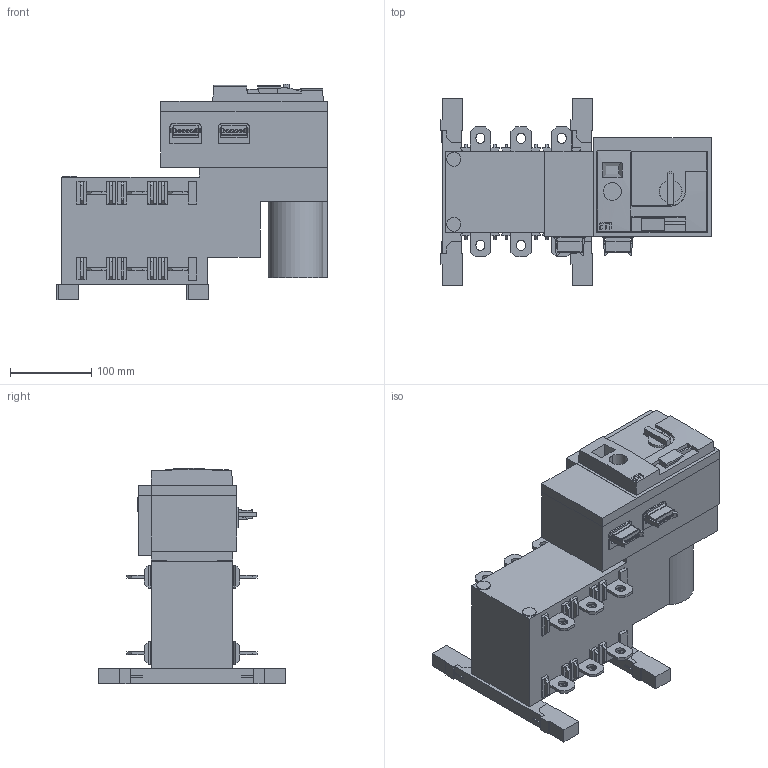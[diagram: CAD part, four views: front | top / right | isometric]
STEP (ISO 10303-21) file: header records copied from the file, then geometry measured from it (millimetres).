
FILE_DESCRIPTION((''),'2;1');
FILE_NAME('004661870_MLBS_250_3P_CO_230VAC_ASM','2021-10-01T',('marketing.praksa'),('Audax d.o.o.'),'CREO PARAMETRIC BY PTC INC, 2017480','CREO PARAMETRIC BY PTC INC, 2017480','');
FILE_SCHEMA(('AUTOMOTIVE_DESIGN { 1 0 10303 214 1 1 1 1 }'));
Products named in the file (43): 95234025_01_1_1_1; PRKLJUCEK_1_1_2_1_1; PRKLJUCEK_1_1_2_2_1; PRKLJUCEK_1_1_2_3_1; PRKLJUCEK_1_1_2_4_1; PRKLJUCEK_1_1_2_9_1; PRKLJUCEK_1_1_2_10_1; PRKLJUCEK_1_1_2_11_1; PRKLJUCEK_1_1_2_12_1; PRKLJUCEK_1_1_2_13_1; PRKLJUCEK_1_1_2_14_1; PRKLJUCEK_1_1_2_15_1; PRKLJUCEK_1_1_2_16_1; PRKLJUCEK_1_1_2_ASM_1_ASM; 95234025_02_1_1_1; 95234025_04_1_1_2_2_1_1; 95234025_04_1_1_2_3_1_1; 95234025_04_1_1_2_4_1_1; 95234025_04_1_1_2_5_1_1; 95234025_04_1_1_2_ASM_1_ASM_1_ASM; 95234025_05_1_1_1; 95234025_06_1_1_1; 95234025_07_1_1_1; 95234025_08_1_1_1; PLASTIKA_1_1_1_1; PLASTIKA_1_2_1_1; PLASTIKA_1_ASM_1_ASM_1_ASM; PRT9562_1_1_1_1_1; PRT9562_1_2_1_1_1; PRT9562_1_3_1_1_1; PRT9562_1_4_1_1; PRT9562_1_ASM_1_ASM_1_1_ASM; BL-ZAD_1_1_1; WHITE-ON-BLACK-BOX_1_1_1_1; WHITE-ON-BLACK-BOX_1_2_1_1; WHITE-ON-BLACK-BOX_1_ASM_1_ASM__ASM; NEW-BLACK-BOX-SOCOMEC_1_1_1; PRT9563_1_1_1_1_1_2; PRT9563_1_2_1_1_1_2_3; PRT9563_1_3_1_1_1_2_3 ...
Assembly tree (42 placements, depth 3):
  004661870_MLBS_250_3P_CO_230VAC_ASM
    95234025_01_1_1_1
    PRKLJUCEK_1_1_2_ASM_1_ASM
      PRKLJUCEK_1_1_2_1_1
      PRKLJUCEK_1_1_2_2_1
      PRKLJUCEK_1_1_2_3_1
      PRKLJUCEK_1_1_2_4_1
      PRKLJUCEK_1_1_2_9_1
      PRKLJUCEK_1_1_2_10_1
      PRKLJUCEK_1_1_2_11_1
      PRKLJUCEK_1_1_2_12_1
      PRKLJUCEK_1_1_2_13_1
      PRKLJUCEK_1_1_2_14_1
      PRKLJUCEK_1_1_2_15_1
      PRKLJUCEK_1_1_2_16_1
    95234025_02_1_1_1
    95234025_04_1_1_2_ASM_1_ASM_1_ASM
      95234025_04_1_1_2_2_1_1
      95234025_04_1_1_2_3_1_1
      95234025_04_1_1_2_4_1_1
      95234025_04_1_1_2_5_1_1
    95234025_05_1_1_1
    95234025_06_1_1_1
    95234025_07_1_1_1
    95234025_08_1_1_1
    PLASTIKA_1_ASM_1_ASM_1_ASM
      PLASTIKA_1_1_1_1
      PLASTIKA_1_2_1_1
    PRT9562_1_ASM_1_ASM_1_1_ASM
      PRT9562_1_1_1_1_1
      PRT9562_1_2_1_1_1
      PRT9562_1_3_1_1_1
      PRT9562_1_4_1_1
    BL-ZAD_1_1_1
    WHITE-ON-BLACK-BOX_1_ASM_1_ASM__ASM
      WHITE-ON-BLACK-BOX_1_1_1_1
      WHITE-ON-BLACK-BOX_1_2_1_1
    NEW-BLACK-BOX-SOCOMEC_1_1_1
    PRT9563_1_ASM_1_ASM_1_1_2_ASM
      PRT9563_1_1_1_1_1_2
      PRT9563_1_2_1_1_1_2_3
      PRT9563_1_3_1_1_1_2_3
    FRONT
Bounding box: 333.03 x 229.49 x 264.77 mm (x, y, z)
Volume: 6237514.7 mm3; surface area: 442324 mm2
Topology: 36 solids, 36 shells, 1412 faces, 3747 edges, 2520 vertices
Faces by surface type: plane 1186, cylinder 212, cone 10, bspline 3, extrusion 1
Entity records: 64096 total; most frequent: CARTESIAN_POINT 8545, ORIENTED_EDGE 7494, DIRECTION 7242, PRESENTATION_STYLE_ASSIGNMENT 4556, STYLED_ITEM 4556, CURVE_STYLE 3747, EDGE_CURVE 3747, VECTOR 3076
